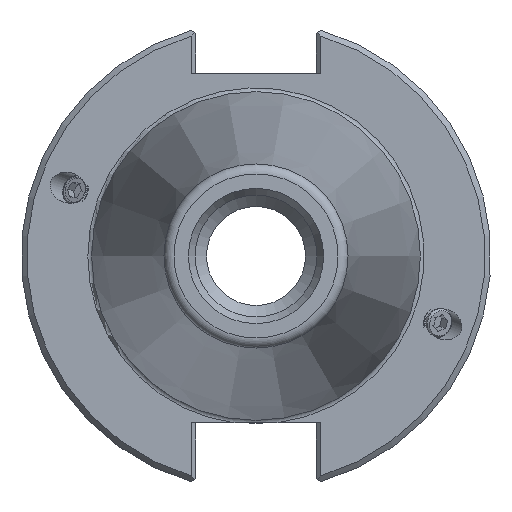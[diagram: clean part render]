
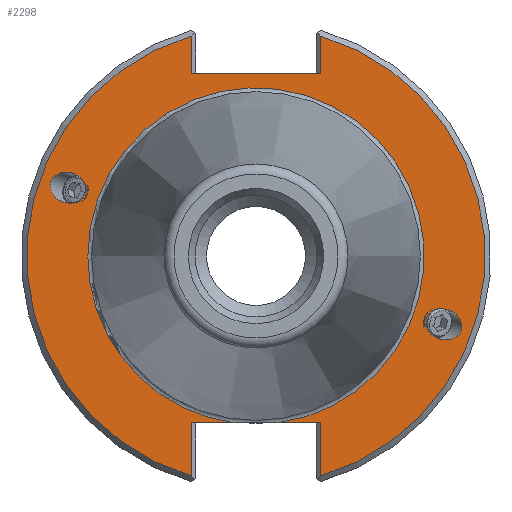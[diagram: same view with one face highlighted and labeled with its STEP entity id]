
A CAD part, left-side view. The second image highlights one B-rep face of the part: STEP entity #2298.
In plain terms, the highlighted planar face has unit normal (-1, 0, 0).
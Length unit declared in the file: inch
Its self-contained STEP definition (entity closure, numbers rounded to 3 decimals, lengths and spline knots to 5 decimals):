
#42=ELLIPSE('',#2475,0.09853,0.08071);
#43=ELLIPSE('',#2483,0.09853,0.08071);
#120=FACE_BOUND('',#549,.T.);
#121=FACE_BOUND('',#550,.T.);
#340=FACE_OUTER_BOUND('',#548,.T.);
#548=EDGE_LOOP('',(#1874,#1875,#1876,#1877,#1878,#1879,#1880,#1881,#1882,
#1883));
#549=EDGE_LOOP('',(#1884));
#550=EDGE_LOOP('',(#1885));
#697=CIRCLE('',#2526,0.895);
#699=CIRCLE('',#2529,1.22);
#700=CIRCLE('',#2530,1.22);
#779=LINE('',#3889,#902);
#799=LINE('',#3988,#922);
#800=LINE('',#3990,#923);
#801=LINE('',#3993,#924);
#802=LINE('',#3995,#925);
#803=LINE('',#3999,#926);
#804=LINE('',#4000,#927);
#902=VECTOR('',#2988,0.69);
#922=VECTOR('',#3030,0.23328);
#923=VECTOR('',#3031,0.2822);
#924=VECTOR('',#3034,0.1982);
#925=VECTOR('',#3035,0.1982);
#926=VECTOR('',#3038,0.2822);
#927=VECTOR('',#3039,0.23328);
#1119=VERTEX_POINT('',#3805);
#1122=VERTEX_POINT('',#3816);
#1149=VERTEX_POINT('',#3886);
#1150=VERTEX_POINT('',#3888);
#1174=VERTEX_POINT('',#3970);
#1175=VERTEX_POINT('',#3971);
#1177=VERTEX_POINT('',#3987);
#1178=VERTEX_POINT('',#3989);
#1179=VERTEX_POINT('',#3991);
#1180=VERTEX_POINT('',#3994);
#1181=VERTEX_POINT('',#3996);
#1182=VERTEX_POINT('',#3998);
#1369=EDGE_CURVE('',#1119,#1119,#42,.T.);
#1372=EDGE_CURVE('',#1122,#1122,#43,.T.);
#1400=EDGE_CURVE('',#1149,#1150,#779,.T.);
#1432=EDGE_CURVE('',#1174,#1175,#697,.T.);
#1434=EDGE_CURVE('',#1177,#1174,#799,.T.);
#1435=EDGE_CURVE('',#1178,#1177,#800,.T.);
#1436=EDGE_CURVE('',#1179,#1178,#699,.T.);
#1437=EDGE_CURVE('',#1150,#1179,#801,.T.);
#1438=EDGE_CURVE('',#1180,#1149,#802,.T.);
#1439=EDGE_CURVE('',#1181,#1180,#700,.T.);
#1440=EDGE_CURVE('',#1182,#1181,#803,.T.);
#1441=EDGE_CURVE('',#1175,#1182,#804,.T.);
#1874=ORIENTED_EDGE('',*,*,#1432,.F.);
#1875=ORIENTED_EDGE('',*,*,#1434,.F.);
#1876=ORIENTED_EDGE('',*,*,#1435,.F.);
#1877=ORIENTED_EDGE('',*,*,#1436,.F.);
#1878=ORIENTED_EDGE('',*,*,#1437,.F.);
#1879=ORIENTED_EDGE('',*,*,#1400,.F.);
#1880=ORIENTED_EDGE('',*,*,#1438,.F.);
#1881=ORIENTED_EDGE('',*,*,#1439,.F.);
#1882=ORIENTED_EDGE('',*,*,#1440,.F.);
#1883=ORIENTED_EDGE('',*,*,#1441,.F.);
#1884=ORIENTED_EDGE('',*,*,#1369,.T.);
#1885=ORIENTED_EDGE('',*,*,#1372,.T.);
#2178=PLANE('',#2528);
#2298=ADVANCED_FACE('',(#340,#120,#121),#2178,.T.);
#2475=AXIS2_PLACEMENT_3D('',#3806,#2893,#2894);
#2483=AXIS2_PLACEMENT_3D('',#3817,#2909,#2910);
#2526=AXIS2_PLACEMENT_3D('',#3983,#3024,#3025);
#2528=AXIS2_PLACEMENT_3D('',#3986,#3028,#3029);
#2529=AXIS2_PLACEMENT_3D('',#3992,#3032,#3033);
#2530=AXIS2_PLACEMENT_3D('',#3997,#3036,#3037);
#2893=DIRECTION('center_axis',(1.,0.,0.));
#2894=DIRECTION('ref_axis',(0.,-0.94,-0.342));
#2909=DIRECTION('center_axis',(1.,0.,0.));
#2910=DIRECTION('ref_axis',(0.,0.94,0.342));
#2988=DIRECTION('',(0.,-1.,0.));
#3024=DIRECTION('center_axis',(-1.,0.,0.));
#3025=DIRECTION('ref_axis',(0.,-1.,0.));
#3028=DIRECTION('center_axis',(-1.,0.,0.));
#3029=DIRECTION('ref_axis',(0.,0.,1.));
#3030=DIRECTION('',(0.,1.,0.));
#3031=DIRECTION('',(0.,0.,1.));
#3032=DIRECTION('center_axis',(1.,0.,0.));
#3033=DIRECTION('ref_axis',(0.,-1.,0.));
#3034=DIRECTION('',(0.,0.,1.));
#3035=DIRECTION('',(0.,0.,-1.));
#3036=DIRECTION('center_axis',(1.,0.,0.));
#3037=DIRECTION('ref_axis',(0.,1.,0.));
#3038=DIRECTION('',(0.,0.,-1.));
#3039=DIRECTION('',(0.,1.,0.));
#3805=CARTESIAN_POINT('',(0.125,-0.90631,-0.32987));
#3806=CARTESIAN_POINT('Origin',(0.125,-0.99889,-0.36357));
#3816=CARTESIAN_POINT('',(0.125,0.90631,0.32987));
#3817=CARTESIAN_POINT('Origin',(0.125,0.99889,0.36357));
#3886=CARTESIAN_POINT('',(0.125,0.345,0.972));
#3888=CARTESIAN_POINT('',(0.125,-0.345,0.972));
#3889=CARTESIAN_POINT('',(0.125,0.53125,0.972));
#3970=CARTESIAN_POINT('',(0.125,-0.11172,-0.888));
#3971=CARTESIAN_POINT('',(0.125,0.11172,-0.888));
#3983=CARTESIAN_POINT('Origin',(0.125,0.,0.));
#3986=CARTESIAN_POINT('Origin',(0.125,1.0625,0.));
#3987=CARTESIAN_POINT('',(0.125,-0.345,-0.888));
#3988=CARTESIAN_POINT('',(0.125,0.53125,-0.888));
#3989=CARTESIAN_POINT('',(0.125,-0.345,-1.1702));
#3990=CARTESIAN_POINT('',(0.125,-0.345,-0.444));
#3991=CARTESIAN_POINT('',(0.125,-0.345,1.1702));
#3992=CARTESIAN_POINT('Origin',(0.125,0.,0.));
#3993=CARTESIAN_POINT('',(0.125,-0.345,0.486));
#3994=CARTESIAN_POINT('',(0.125,0.345,1.1702));
#3995=CARTESIAN_POINT('',(0.125,0.345,0.486));
#3996=CARTESIAN_POINT('',(0.125,0.345,-1.1702));
#3997=CARTESIAN_POINT('Origin',(0.125,0.,0.));
#3998=CARTESIAN_POINT('',(0.125,0.345,-0.888));
#3999=CARTESIAN_POINT('',(0.125,0.345,-0.444));
#4000=CARTESIAN_POINT('',(0.125,0.53125,-0.888));
